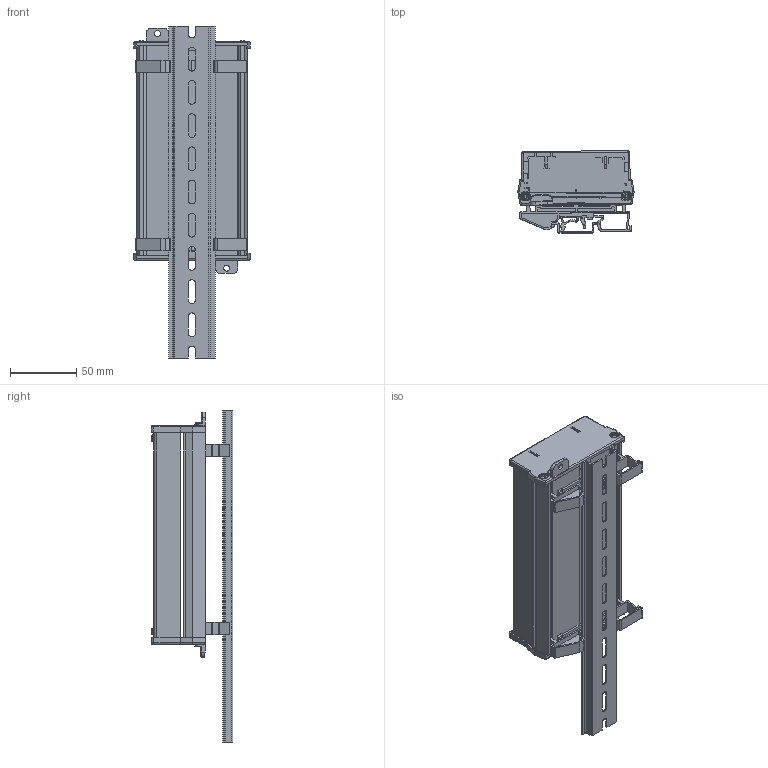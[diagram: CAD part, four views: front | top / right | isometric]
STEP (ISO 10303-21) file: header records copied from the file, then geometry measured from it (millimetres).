
FILE_DESCRIPTION (( 'STEP AP214' ), '1' );
FILE_NAME ('PES.STEP', '2025-07-27T11:44:23', ( '' ), ( '' ), 'SwSTEP 2.0', 'SolidWorks 2017', '' );
FILE_SCHEMA (( 'AUTOMOTIVE_DESIGN' ));
Length unit declared in the file: millimetre
Products named in the file (12): Side Screwa; Rail-500; Foot Bracket-small-New; Side Screwaaaa; PES; Cover 78mm -205; End Piece for Cover - 72; Side Screw; Profile - 72-140; TES-PCB; TES-Assembly_TES; Mounting Foot_Small
Assembly tree (19 placements, depth 3):
  PES
    TES-Assembly_TES
      TES-PCB
      Cover 78mm -205
      Profile - 72-140
      End Piece for Cover - 72  x2
      Side Screw  x2
      Mounting Foot_Small  x2
      Side Screwa  x3
      Side Screwaaaa  x3
      Rail-500
      Foot Bracket-small-New  x2
Bounding box: 87.62 x 61.68 x 250 mm (x, y, z)
Volume: 130322.4 mm3; surface area: 174899.1 mm2
Topology: 18 solids, 18 shells, 1474 faces, 4168 edges, 2698 vertices
Faces by surface type: plane 902, cylinder 434, cone 48, torus 46, bspline 44
Entity records: 33094 total; most frequent: CARTESIAN_POINT 7302, ORIENTED_EDGE 4574, DIRECTION 4342, EDGE_CURVE 2287, VECTOR 1654, LINE 1654, VERTEX_POINT 1496, AXIS2_PLACEMENT_3D 1344
